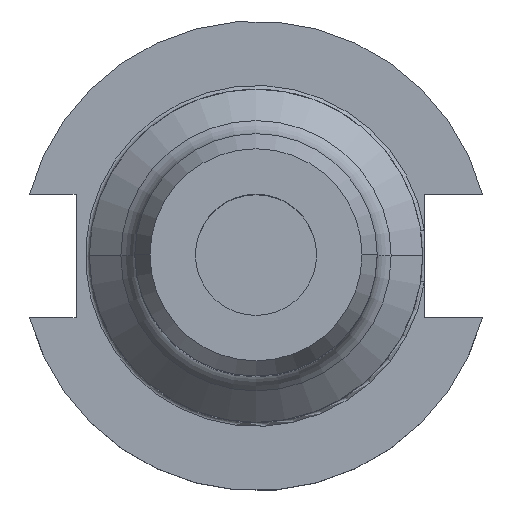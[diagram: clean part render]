
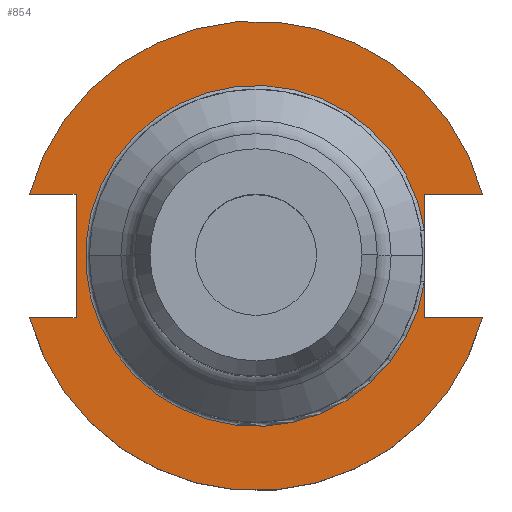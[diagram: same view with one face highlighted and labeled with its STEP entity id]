
A CAD part, top view. The second image highlights one B-rep face of the part: STEP entity #854.
In plain terms, the highlighted planar face has unit normal (0, 0, 1).
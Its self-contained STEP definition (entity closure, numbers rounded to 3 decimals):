
#11 = ORIENTED_EDGE ( 'NONE', *, *, #186, .F. ) ;
#31 = ORIENTED_EDGE ( 'NONE', *, *, #573, .T. ) ;
#55 = VERTEX_POINT ( 'NONE', #1774 ) ;
#59 = DIRECTION ( 'NONE',  ( -1., 0., 0. ) ) ;
#64 = LINE ( 'NONE', #889, #1151 ) ;
#69 = ORIENTED_EDGE ( 'NONE', *, *, #1582, .F. ) ;
#90 = LINE ( 'NONE', #1452, #1173 ) ;
#93 = CARTESIAN_POINT ( 'NONE',  ( 35.306, 12.954, 19.05 ) ) ;
#107 = VERTEX_POINT ( 'NONE', #1654 ) ;
#160 = LINE ( 'NONE', #279, #1231 ) ;
#166 = VERTEX_POINT ( 'NONE', #946 ) ;
#172 = DIRECTION ( 'NONE',  ( 1., 0., 0. ) ) ;
#173 = LINE ( 'NONE', #1559, #1247 ) ;
#186 = EDGE_CURVE ( 'NONE', #565, #969, #824, .T. ) ;
#220 = ORIENTED_EDGE ( 'NONE', *, *, #858, .F. ) ;
#221 = FACE_OUTER_BOUND ( 'NONE', #1421, .T. ) ;
#279 = CARTESIAN_POINT ( 'NONE',  ( -37.719, 12.954, 19.05 ) ) ;
#310 = DIRECTION ( 'NONE',  ( 0., -1., 0. ) ) ;
#315 = DIRECTION ( 'NONE',  ( 0., 0., -1. ) ) ;
#316 = DIRECTION ( 'NONE',  ( 0., 0., 1. ) ) ;
#362 = VERTEX_POINT ( 'NONE', #940 ) ;
#430 = AXIS2_PLACEMENT_3D ( 'NONE', #1428, #606, #1565 ) ;
#434 = CARTESIAN_POINT ( 'NONE',  ( 0., 0., 19.05 ) ) ;
#436 = ORIENTED_EDGE ( 'NONE', *, *, #612, .F. ) ;
#462 = DIRECTION ( 'NONE',  ( 1., 0., 0. ) ) ;
#472 = CIRCLE ( 'NONE', #430, 49.212 ) ;
#498 = CARTESIAN_POINT ( 'NONE',  ( -63.719, 12.954, 19.05 ) ) ;
#541 = ORIENTED_EDGE ( 'NONE', *, *, #1036, .F. ) ;
#564 = DIRECTION ( 'NONE',  ( 0., 0., 1. ) ) ;
#565 = VERTEX_POINT ( 'NONE', #734 ) ;
#573 = EDGE_CURVE ( 'NONE', #1485, #1325, #1405, .T. ) ;
#574 = VERTEX_POINT ( 'NONE', #1306 ) ;
#606 = DIRECTION ( 'NONE',  ( 0., 0., 1. ) ) ;
#612 = EDGE_CURVE ( 'NONE', #107, #362, #160, .T. ) ;
#664 = VECTOR ( 'NONE', #1492, 1000. ) ;
#669 = ORIENTED_EDGE ( 'NONE', *, *, #1661, .F. ) ;
#687 = LINE ( 'NONE', #498, #1743 ) ;
#734 = CARTESIAN_POINT ( 'NONE',  ( 35.306, -12.954, 19.05 ) ) ;
#779 = CARTESIAN_POINT ( 'NONE',  ( 35.306, -5.455, 19.05 ) ) ;
#787 = VERTEX_POINT ( 'NONE', #1455 ) ;
#824 = LINE ( 'NONE', #1141, #1554 ) ;
#834 = AXIS2_PLACEMENT_3D ( 'NONE', #434, #564, #846 ) ;
#846 = DIRECTION ( 'NONE',  ( 1., 0., 0. ) ) ;
#854 = ADVANCED_FACE ( 'NONE', ( #221 ), #1702, .T. ) ;
#858 = EDGE_CURVE ( 'NONE', #1485, #565, #173, .T. ) ;
#868 = ORIENTED_EDGE ( 'NONE', *, *, #1350, .F. ) ;
#889 = CARTESIAN_POINT ( 'NONE',  ( 35.306, 12.954, 19.05 ) ) ;
#940 = CARTESIAN_POINT ( 'NONE',  ( -37.719, 12.954, 19.05 ) ) ;
#946 = CARTESIAN_POINT ( 'NONE',  ( -47.477, 12.954, 19.05 ) ) ;
#969 = VERTEX_POINT ( 'NONE', #1417 ) ;
#1014 = ORIENTED_EDGE ( 'NONE', *, *, #1342, .T. ) ;
#1019 = ORIENTED_EDGE ( 'NONE', *, *, #1112, .T. ) ;
#1035 = DIRECTION ( 'NONE',  ( -1., 0., 0. ) ) ;
#1036 = EDGE_CURVE ( 'NONE', #574, #1325, #1077, .T. ) ;
#1040 = CARTESIAN_POINT ( 'NONE',  ( 35.306, 5.455, 19.05 ) ) ;
#1077 = LINE ( 'NONE', #93, #664 ) ;
#1112 = EDGE_CURVE ( 'NONE', #55, #166, #1353, .T. ) ;
#1141 = CARTESIAN_POINT ( 'NONE',  ( 35.306, -12.954, 19.05 ) ) ;
#1151 = VECTOR ( 'NONE', #1035, 1000. ) ;
#1166 = CARTESIAN_POINT ( 'NONE',  ( 0., 0., 19.05 ) ) ;
#1173 = VECTOR ( 'NONE', #1185, 1000. ) ;
#1185 = DIRECTION ( 'NONE',  ( 1., 0., 0. ) ) ;
#1231 = VECTOR ( 'NONE', #1377, 1000. ) ;
#1247 = VECTOR ( 'NONE', #310, 1000. ) ;
#1306 = CARTESIAN_POINT ( 'NONE',  ( 35.306, 12.954, 19.05 ) ) ;
#1325 = VERTEX_POINT ( 'NONE', #1040 ) ;
#1338 = AXIS2_PLACEMENT_3D ( 'NONE', #1166, #315, #462 ) ;
#1342 = EDGE_CURVE ( 'NONE', #787, #969, #472, .T. ) ;
#1350 = EDGE_CURVE ( 'NONE', #787, #107, #90, .T. ) ;
#1353 = CIRCLE ( 'NONE', #834, 49.212 ) ;
#1377 = DIRECTION ( 'NONE',  ( 0., 1., 0. ) ) ;
#1405 = CIRCLE ( 'NONE', #1338, 35.725 ) ;
#1410 = DIRECTION ( 'NONE',  ( 1., 0., 0. ) ) ;
#1417 = CARTESIAN_POINT ( 'NONE',  ( 47.477, -12.954, 19.05 ) ) ;
#1421 = EDGE_LOOP ( 'NONE', ( #220, #31, #541, #69, #1019, #669, #436, #868, #1014, #11 ) ) ;
#1426 = CARTESIAN_POINT ( 'NONE',  ( 0., 49.212, 19.05 ) ) ;
#1428 = CARTESIAN_POINT ( 'NONE',  ( 0., 0., 19.05 ) ) ;
#1452 = CARTESIAN_POINT ( 'NONE',  ( -63.719, -12.954, 19.05 ) ) ;
#1455 = CARTESIAN_POINT ( 'NONE',  ( -47.477, -12.954, 19.05 ) ) ;
#1485 = VERTEX_POINT ( 'NONE', #779 ) ;
#1492 = DIRECTION ( 'NONE',  ( 0., -1., 0. ) ) ;
#1554 = VECTOR ( 'NONE', #1410, 1000. ) ;
#1559 = CARTESIAN_POINT ( 'NONE',  ( 35.306, 12.954, 19.05 ) ) ;
#1565 = DIRECTION ( 'NONE',  ( 1., 0., 0. ) ) ;
#1580 = AXIS2_PLACEMENT_3D ( 'NONE', #1426, #316, #172 ) ;
#1582 = EDGE_CURVE ( 'NONE', #55, #574, #64, .T. ) ;
#1654 = CARTESIAN_POINT ( 'NONE',  ( -37.719, -12.954, 19.05 ) ) ;
#1661 = EDGE_CURVE ( 'NONE', #362, #166, #687, .T. ) ;
#1702 = PLANE ( 'NONE',  #1580 ) ;
#1743 = VECTOR ( 'NONE', #59, 1000. ) ;
#1774 = CARTESIAN_POINT ( 'NONE',  ( 47.477, 12.954, 19.05 ) ) ;
